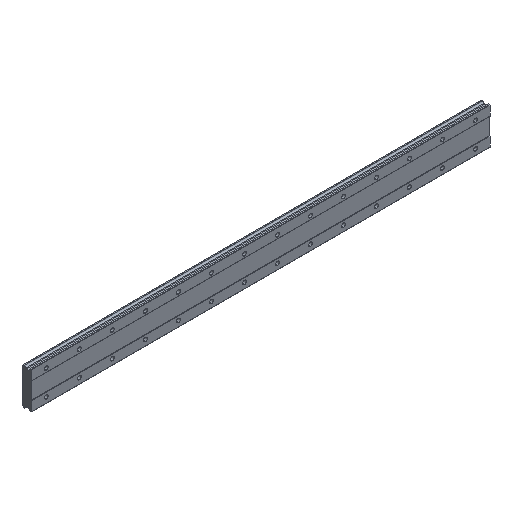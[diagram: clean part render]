
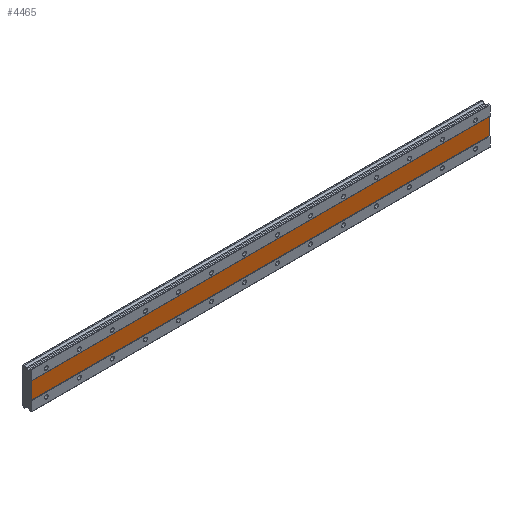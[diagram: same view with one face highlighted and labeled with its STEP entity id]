
A CAD part, isometric view. The second image highlights one B-rep face of the part: STEP entity #4465.
In plain terms, the highlighted planar face has unit normal (0, -1, 0).
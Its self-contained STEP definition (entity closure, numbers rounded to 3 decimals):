
#17 = ORIENTED_EDGE ( 'NONE', *, *, #3974, .T. ) ;
#202 = LINE ( 'NONE', #4037, #3856 ) ;
#233 = DIRECTION ( 'NONE',  ( 0., 0., -1. ) ) ;
#257 = VERTEX_POINT ( 'NONE', #3581 ) ;
#448 = VERTEX_POINT ( 'NONE', #4169 ) ;
#489 = FACE_OUTER_BOUND ( 'NONE', #5207, .T. ) ;
#519 = CARTESIAN_POINT ( 'NONE',  ( -35., 1., 44.91 ) ) ;
#539 = VERTEX_POINT ( 'NONE', #4270 ) ;
#732 = ORIENTED_EDGE ( 'NONE', *, *, #3273, .F. ) ;
#1038 = LINE ( 'NONE', #519, #2008 ) ;
#1866 = DIRECTION ( 'NONE',  ( 1., 0., 0. ) ) ;
#1955 = CARTESIAN_POINT ( 'NONE',  ( 1075., 1., 44.91 ) ) ;
#2008 = VECTOR ( 'NONE', #2255, 1000. ) ;
#2036 = EDGE_CURVE ( 'NONE', #539, #448, #5337, .T. ) ;
#2255 = DIRECTION ( 'NONE',  ( 0., 0., -1. ) ) ;
#2288 = CARTESIAN_POINT ( 'NONE',  ( 1075., 1., 20. ) ) ;
#2800 = VECTOR ( 'NONE', #233, 1000. ) ;
#3077 = PLANE ( 'NONE',  #4157 ) ;
#3238 = EDGE_CURVE ( 'NONE', #4011, #539, #3572, .T. ) ;
#3273 = EDGE_CURVE ( 'NONE', #257, #4011, #202, .T. ) ;
#3464 = CARTESIAN_POINT ( 'NONE',  ( 1075., 1., 20. ) ) ;
#3572 = LINE ( 'NONE', #1955, #2800 ) ;
#3581 = CARTESIAN_POINT ( 'NONE',  ( -35., 1., 20. ) ) ;
#3837 = VECTOR ( 'NONE', #5449, 1000. ) ;
#3856 = VECTOR ( 'NONE', #1866, 1000. ) ;
#3909 = DIRECTION ( 'NONE',  ( 0., 0., 1. ) ) ;
#3974 = EDGE_CURVE ( 'NONE', #257, #448, #1038, .T. ) ;
#4011 = VERTEX_POINT ( 'NONE', #2288 ) ;
#4037 = CARTESIAN_POINT ( 'NONE',  ( 1075., 1., 20. ) ) ;
#4157 = AXIS2_PLACEMENT_3D ( 'NONE', #3464, #5199, #3909 ) ;
#4169 = CARTESIAN_POINT ( 'NONE',  ( -35., 1., -20. ) ) ;
#4270 = CARTESIAN_POINT ( 'NONE',  ( 1075., 1., -20. ) ) ;
#4465 = ADVANCED_FACE ( 'NONE', ( #489 ), #3077, .F. ) ;
#4494 = CARTESIAN_POINT ( 'NONE',  ( 1075., 1., -20. ) ) ;
#4848 = ORIENTED_EDGE ( 'NONE', *, *, #2036, .F. ) ;
#5199 = DIRECTION ( 'NONE',  ( 0., 1., 0. ) ) ;
#5207 = EDGE_LOOP ( 'NONE', ( #4848, #5231, #732, #17 ) ) ;
#5231 = ORIENTED_EDGE ( 'NONE', *, *, #3238, .F. ) ;
#5337 = LINE ( 'NONE', #4494, #3837 ) ;
#5449 = DIRECTION ( 'NONE',  ( -1., 0., 0. ) ) ;
